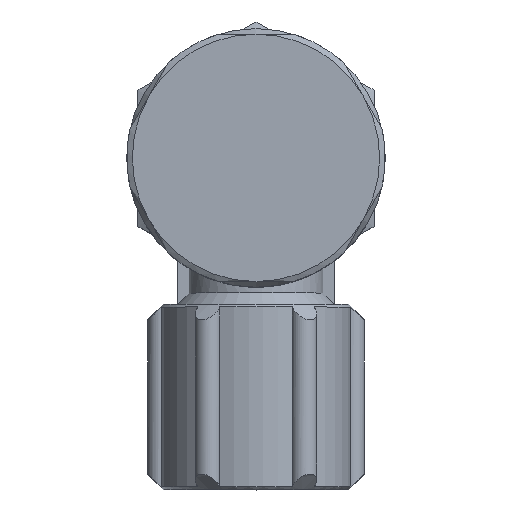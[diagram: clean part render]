
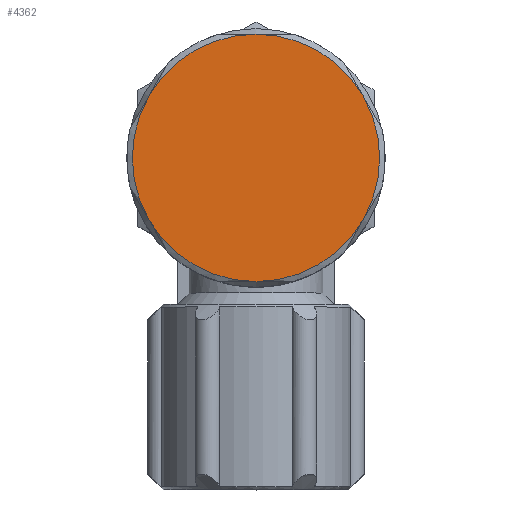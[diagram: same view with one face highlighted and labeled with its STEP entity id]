
A CAD part, top view. The second image highlights one B-rep face of the part: STEP entity #4362.
In plain terms, the highlighted planar face has unit normal (0, 0, 1).
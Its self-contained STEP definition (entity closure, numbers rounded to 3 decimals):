
#3968=CARTESIAN_POINT('',(-9.526,3.188,21.25));
#3969=VERTEX_POINT('',#3968);
#4052=CARTESIAN_POINT('',(9.534,3.201,21.25));
#4053=VERTEX_POINT('',#4052);
#4067=CARTESIAN_POINT('',(9.519,3.175,21.25));
#4068=VERTEX_POINT('',#4067);
#4069=CARTESIAN_POINT('',(9.534,3.201,21.25));
#4070=DIRECTION('',(-0.5,-0.866,0.0));
#4071=VECTOR('',#4070,0.03);
#4072=LINE('',#4069,#4071);
#4073=EDGE_CURVE('',#4053,#4068,#4072,.T.);
#4253=CARTESIAN_POINT('',(0.,-2.312,21.25));
#4254=VERTEX_POINT('',#4253);
#4298=CARTESIAN_POINT('',(6.351,19.688,21.25));
#4299=DIRECTION('',(0.0,0.0,-1.0));
#4300=DIRECTION('',(-1.0,0.0,0.0));
#4301=AXIS2_PLACEMENT_3D('',#4298,#4299,#4300);
#4302=PLANE('',#4301);
#4303=CARTESIAN_POINT('',(9.534,14.175,21.25));
#4304=VERTEX_POINT('',#4303);
#4305=CARTESIAN_POINT('',(0.0,8.688,21.25));
#4306=DIRECTION('',(0.0,0.0,1.0));
#4307=DIRECTION('',(-1.0,0.0,0.0));
#4308=AXIS2_PLACEMENT_3D('',#4305,#4306,#4307);
#4309=CIRCLE('',#4308,11.);
#4310=EDGE_CURVE('',#4053,#4304,#4309,.T.);
#4311=ORIENTED_EDGE('',*,*,#4310,.T.);
#4312=CARTESIAN_POINT('',(9.519,14.201,21.25));
#4313=VERTEX_POINT('',#4312);
#4314=CARTESIAN_POINT('',(9.519,14.201,21.25));
#4315=DIRECTION('',(0.5,-0.866,0.0));
#4316=VECTOR('',#4315,0.03);
#4317=LINE('',#4314,#4316);
#4318=EDGE_CURVE('',#4313,#4304,#4317,.T.);
#4319=ORIENTED_EDGE('',*,*,#4318,.F.);
#4320=CARTESIAN_POINT('',(0.0,19.688,21.25));
#4321=VERTEX_POINT('',#4320);
#4322=CARTESIAN_POINT('',(0.0,8.688,21.25));
#4323=DIRECTION('',(0.0,0.0,1.0));
#4324=DIRECTION('',(-1.0,0.0,0.0));
#4325=AXIS2_PLACEMENT_3D('',#4322,#4323,#4324);
#4326=CIRCLE('',#4325,11.);
#4327=EDGE_CURVE('',#4313,#4321,#4326,.T.);
#4328=ORIENTED_EDGE('',*,*,#4327,.T.);
#4329=CARTESIAN_POINT('',(-9.526,14.188,21.25));
#4330=VERTEX_POINT('',#4329);
#4331=CARTESIAN_POINT('',(0.0,8.688,21.25));
#4332=DIRECTION('',(0.0,0.0,1.0));
#4333=DIRECTION('',(-1.0,0.0,0.0));
#4334=AXIS2_PLACEMENT_3D('',#4331,#4332,#4333);
#4335=CIRCLE('',#4334,11.);
#4336=EDGE_CURVE('',#4321,#4330,#4335,.T.);
#4337=ORIENTED_EDGE('',*,*,#4336,.T.);
#4338=CARTESIAN_POINT('',(0.0,8.688,21.25));
#4339=DIRECTION('',(0.0,0.0,1.0));
#4340=DIRECTION('',(-1.0,0.0,0.0));
#4341=AXIS2_PLACEMENT_3D('',#4338,#4339,#4340);
#4342=CIRCLE('',#4341,11.);
#4343=EDGE_CURVE('',#4330,#3969,#4342,.T.);
#4344=ORIENTED_EDGE('',*,*,#4343,.T.);
#4345=CARTESIAN_POINT('',(0.0,8.688,21.25));
#4346=DIRECTION('',(0.0,0.0,1.0));
#4347=DIRECTION('',(-1.0,0.0,0.0));
#4348=AXIS2_PLACEMENT_3D('',#4345,#4346,#4347);
#4349=CIRCLE('',#4348,11.);
#4350=EDGE_CURVE('',#3969,#4254,#4349,.T.);
#4351=ORIENTED_EDGE('',*,*,#4350,.T.);
#4352=CARTESIAN_POINT('',(0.0,8.688,21.25));
#4353=DIRECTION('',(0.0,0.0,1.0));
#4354=DIRECTION('',(-1.0,0.0,0.0));
#4355=AXIS2_PLACEMENT_3D('',#4352,#4353,#4354);
#4356=CIRCLE('',#4355,11.);
#4357=EDGE_CURVE('',#4254,#4068,#4356,.T.);
#4358=ORIENTED_EDGE('',*,*,#4357,.T.);
#4359=ORIENTED_EDGE('',*,*,#4073,.F.);
#4360=EDGE_LOOP('',(#4311,#4319,#4328,#4337,#4344,#4351,#4358,#4359));
#4361=FACE_OUTER_BOUND('',#4360,.T.);
#4362=ADVANCED_FACE('',(#4361),#4302,.F.);
